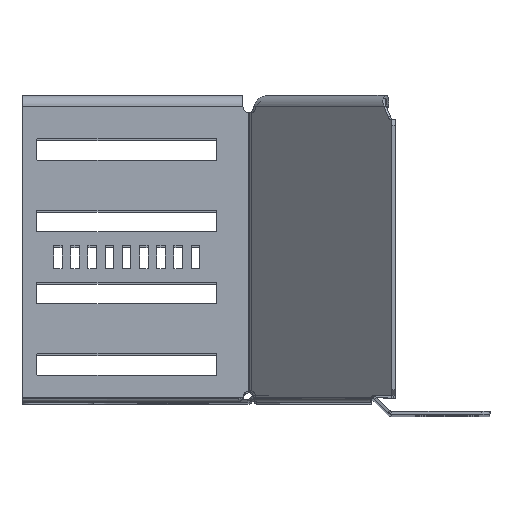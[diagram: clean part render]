
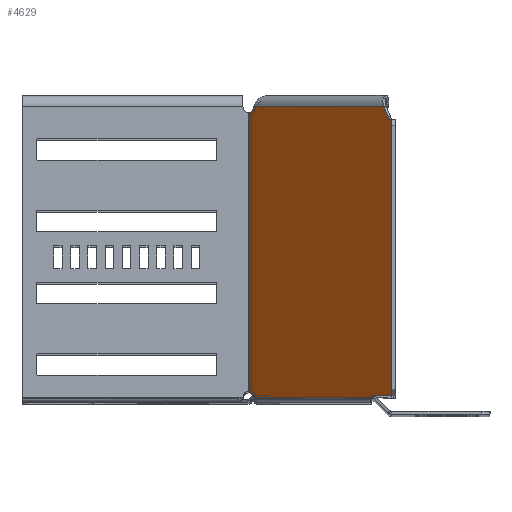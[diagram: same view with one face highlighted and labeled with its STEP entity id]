
A CAD part, top view. The second image highlights one B-rep face of the part: STEP entity #4629.
In plain terms, the highlighted face is planar.
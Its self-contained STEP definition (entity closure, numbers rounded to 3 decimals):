
#297 = VECTOR ( 'NONE', #14066, 1000. ) ;
#636 = AXIS2_PLACEMENT_3D ( 'NONE', #10655, #19629, #17709 ) ;
#1624 = CARTESIAN_POINT ( 'NONE',  ( -139.676, 1.75, -6.75 ) ) ;
#1739 = DIRECTION ( 'NONE',  ( 0., 1., 0. ) ) ;
#2142 = VECTOR ( 'NONE', #11625, 1000. ) ;
#2152 = VERTEX_POINT ( 'NONE', #21690 ) ;
#2560 = CARTESIAN_POINT ( 'NONE',  ( -149.72, 2.25, -6.75 ) ) ;
#2613 = EDGE_CURVE ( 'NONE', #10142, #2152, #24866, .T. ) ;
#3163 = VERTEX_POINT ( 'NONE', #1624 ) ;
#3673 = DIRECTION ( 'NONE',  ( 0., 0., 1. ) ) ;
#4163 = DIRECTION ( 'NONE',  ( 1., 0., 0. ) ) ;
#4289 = DIRECTION ( 'NONE',  ( 0., 1., 0. ) ) ;
#4629 = ADVANCED_FACE ( 'NONE', ( #21947 ), #15040, .F. ) ;
#5119 = DIRECTION ( 'NONE',  ( 0., 1., 0. ) ) ;
#5273 = CARTESIAN_POINT ( 'NONE',  ( -148.141, 99.575, -6.75 ) ) ;
#6322 = CARTESIAN_POINT ( 'NONE',  ( -146.02, 103.25, -6.75 ) ) ;
#6711 = EDGE_CURVE ( 'NONE', #19596, #21612, #10369, .T. ) ;
#6761 = LINE ( 'NONE', #9413, #2142 ) ;
#7008 = VERTEX_POINT ( 'NONE', #6322 ) ;
#7092 = ORIENTED_EDGE ( 'NONE', *, *, #2613, .F. ) ;
#7277 = CARTESIAN_POINT ( 'NONE',  ( -149.72, 0., -6.75 ) ) ;
#7300 = DIRECTION ( 'NONE',  ( 0., 1., 0. ) ) ;
#7488 = ORIENTED_EDGE ( 'NONE', *, *, #22263, .F. ) ;
#7832 = LINE ( 'NONE', #16811, #17006 ) ;
#8084 = DIRECTION ( 'NONE',  ( 0., 1., 0. ) ) ;
#8607 = EDGE_CURVE ( 'NONE', #7008, #17786, #23536, .T. ) ;
#8694 = CARTESIAN_POINT ( 'NONE',  ( -206.54, 0., -6.75 ) ) ;
#8755 = AXIS2_PLACEMENT_3D ( 'NONE', #18974, #27392, #5119 ) ;
#9413 = CARTESIAN_POINT ( 'NONE',  ( -206.54, 2.25, -6.75 ) ) ;
#9466 = EDGE_CURVE ( 'NONE', #14633, #3163, #21448, .T. ) ;
#10142 = VERTEX_POINT ( 'NONE', #25054 ) ;
#10369 = CIRCLE ( 'NONE', #10852, 2.25 ) ;
#10655 = CARTESIAN_POINT ( 'NONE',  ( -79.35, 103.25, -6.75 ) ) ;
#10822 = CARTESIAN_POINT ( 'NONE',  ( -206.54, 103.25, -6.75 ) ) ;
#10852 = AXIS2_PLACEMENT_3D ( 'NONE', #22126, #17702, #4289 ) ;
#10868 = EDGE_CURVE ( 'NONE', #28945, #21612, #13918, .T. ) ;
#10934 = LINE ( 'NONE', #20049, #21062 ) ;
#11625 = DIRECTION ( 'NONE',  ( 1., 0., 0. ) ) ;
#11817 = VERTEX_POINT ( 'NONE', #20742 ) ;
#11857 = VERTEX_POINT ( 'NONE', #14124 ) ;
#12637 = ORIENTED_EDGE ( 'NONE', *, *, #26728, .F. ) ;
#12901 = EDGE_LOOP ( 'NONE', ( #7092, #21201, #15504, #24066, #7488, #19888, #28819, #24707, #18009, #18448, #12637 ) ) ;
#13441 = CARTESIAN_POINT ( 'NONE',  ( -141.09, 2.25, -6.75 ) ) ;
#13799 = CARTESIAN_POINT ( 'NONE',  ( -79.72, 0., -6.75 ) ) ;
#13806 = VECTOR ( 'NONE', #20155, 1000. ) ;
#13918 = LINE ( 'NONE', #7277, #297 ) ;
#14066 = DIRECTION ( 'NONE',  ( 0., 1., 0. ) ) ;
#14124 = CARTESIAN_POINT ( 'NONE',  ( -81.6, 1.75, -6.75 ) ) ;
#14567 = DIRECTION ( 'NONE',  ( 0., 0., -1. ) ) ;
#14633 = VERTEX_POINT ( 'NONE', #13441 ) ;
#14914 = EDGE_CURVE ( 'NONE', #3163, #11857, #7832, .T. ) ;
#15040 = PLANE ( 'NONE',  #23137 ) ;
#15504 = ORIENTED_EDGE ( 'NONE', *, *, #14914, .F. ) ;
#16350 = AXIS2_PLACEMENT_3D ( 'NONE', #25778, #14567, #8084 ) ;
#16411 = EDGE_CURVE ( 'NONE', #7008, #19596, #17939, .T. ) ;
#16673 = CARTESIAN_POINT ( 'NONE',  ( -81.948, 103.25, -6.75 ) ) ;
#16811 = CARTESIAN_POINT ( 'NONE',  ( -206.54, 1.75, -6.75 ) ) ;
#17006 = VECTOR ( 'NONE', #28168, 1000. ) ;
#17277 = CARTESIAN_POINT ( 'NONE',  ( -149.72, 98.481, -6.75 ) ) ;
#17702 = DIRECTION ( 'NONE',  ( 0., 0., -1. ) ) ;
#17709 = DIRECTION ( 'NONE',  ( 0., 1., 0. ) ) ;
#17786 = VERTEX_POINT ( 'NONE', #16673 ) ;
#17939 = LINE ( 'NONE', #24595, #13806 ) ;
#18009 = ORIENTED_EDGE ( 'NONE', *, *, #8607, .T. ) ;
#18083 = CIRCLE ( 'NONE', #636, 2.25 ) ;
#18448 = ORIENTED_EDGE ( 'NONE', *, *, #18971, .F. ) ;
#18971 = EDGE_CURVE ( 'NONE', #11817, #17786, #10934, .T. ) ;
#18974 = CARTESIAN_POINT ( 'NONE',  ( -141.09, 0., -6.75 ) ) ;
#19596 = VERTEX_POINT ( 'NONE', #5273 ) ;
#19629 = DIRECTION ( 'NONE',  ( 0., 0., -1. ) ) ;
#19888 = ORIENTED_EDGE ( 'NONE', *, *, #10868, .T. ) ;
#20049 = CARTESIAN_POINT ( 'NONE',  ( -81.299, 102.125, -6.75 ) ) ;
#20155 = DIRECTION ( 'NONE',  ( -0.5, -0.866, 0. ) ) ;
#20742 = CARTESIAN_POINT ( 'NONE',  ( -81.299, 102.125, -6.75 ) ) ;
#21062 = VECTOR ( 'NONE', #29049, 1000. ) ;
#21201 = ORIENTED_EDGE ( 'NONE', *, *, #23504, .F. ) ;
#21448 = CIRCLE ( 'NONE', #8755, 2.25 ) ;
#21612 = VERTEX_POINT ( 'NONE', #17277 ) ;
#21690 = CARTESIAN_POINT ( 'NONE',  ( -79.72, 101.031, -6.75 ) ) ;
#21947 = FACE_OUTER_BOUND ( 'NONE', #12901, .T. ) ;
#22126 = CARTESIAN_POINT ( 'NONE',  ( -150.09, 100.7, -6.75 ) ) ;
#22263 = EDGE_CURVE ( 'NONE', #28945, #14633, #6761, .T. ) ;
#23137 = AXIS2_PLACEMENT_3D ( 'NONE', #8694, #3673, #1739 ) ;
#23504 = EDGE_CURVE ( 'NONE', #11857, #10142, #26731, .T. ) ;
#23536 = LINE ( 'NONE', #10822, #26789 ) ;
#24066 = ORIENTED_EDGE ( 'NONE', *, *, #9466, .F. ) ;
#24595 = CARTESIAN_POINT ( 'NONE',  ( -137.139, 118.632, -6.75 ) ) ;
#24707 = ORIENTED_EDGE ( 'NONE', *, *, #16411, .F. ) ;
#24866 = LINE ( 'NONE', #13799, #25296 ) ;
#25054 = CARTESIAN_POINT ( 'NONE',  ( -79.72, 3.969, -6.75 ) ) ;
#25296 = VECTOR ( 'NONE', #7300, 1000. ) ;
#25778 = CARTESIAN_POINT ( 'NONE',  ( -79.35, 1.75, -6.75 ) ) ;
#26728 = EDGE_CURVE ( 'NONE', #2152, #11817, #18083, .T. ) ;
#26731 = CIRCLE ( 'NONE', #16350, 2.25 ) ;
#26789 = VECTOR ( 'NONE', #4163, 1000. ) ;
#27392 = DIRECTION ( 'NONE',  ( 0., 0., -1. ) ) ;
#28168 = DIRECTION ( 'NONE',  ( 1., 0., 0. ) ) ;
#28819 = ORIENTED_EDGE ( 'NONE', *, *, #6711, .F. ) ;
#28945 = VERTEX_POINT ( 'NONE', #2560 ) ;
#29049 = DIRECTION ( 'NONE',  ( -0.5, 0.866, 0. ) ) ;
